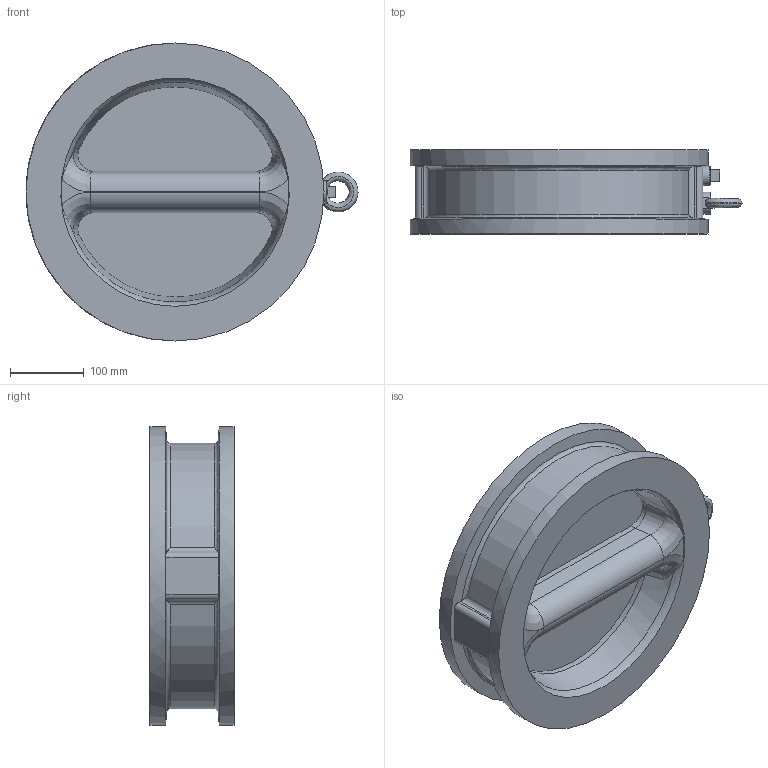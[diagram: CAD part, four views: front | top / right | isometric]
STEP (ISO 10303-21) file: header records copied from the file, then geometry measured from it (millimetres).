
FILE_DESCRIPTION((''),'2;1');
FILE_NAME('98100061.stp','2008-10-14T13:45:26',('hecker'),(''),'Autodesk Inventor 2008','Autodesk Inventor 2008','');
FILE_SCHEMA(('AUTOMOTIVE_DESIGN { 1 0 10303 214 1 1 1 1 }'));
Length unit declared in the file: millimetre
Products named in the file (1): 98100061
Bounding box: 450 x 114 x 404 mm (x, y, z)
Volume: 7030209 mm3; surface area: 658671.1 mm2
Topology: 1 solids, 1 shells, 198 faces, 527 edges, 342 vertices
Faces by surface type: plane 94, cylinder 59, bspline 22, torus 13, cone 10
Full cylindrical faces by diameter (mm): 3 x12, 16 x2, 22.416 x2, 26.44 x1, 30 x3, 305 x1, 320 x1, 404 x2
Entity records: 26116 total; most frequent: CARTESIAN_POINT 21472, ORIENTED_EDGE 920, DIRECTION 820, EDGE_CURVE 460, VERTEX_POINT 317, AXIS2_PLACEMENT_3D 315, EDGE_LOOP 267, FACE_OUTER_BOUND 198
